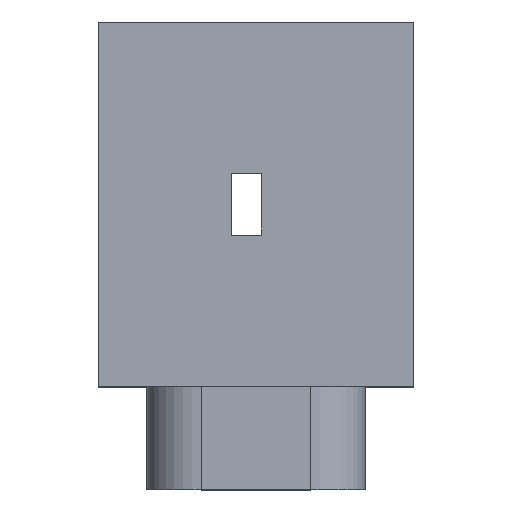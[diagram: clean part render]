
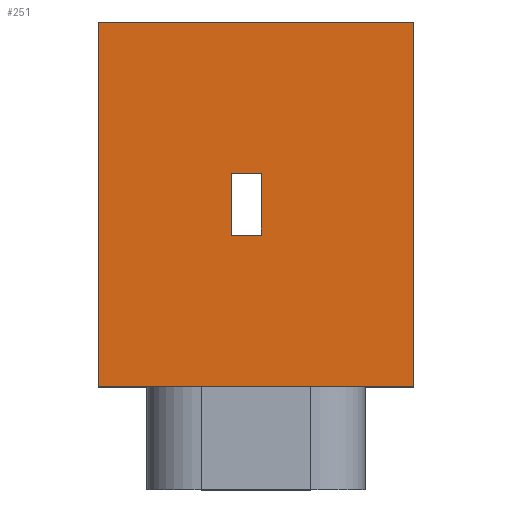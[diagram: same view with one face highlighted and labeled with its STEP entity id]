
A CAD part, top view. The second image highlights one B-rep face of the part: STEP entity #251.
In plain terms, the highlighted planar face has unit normal (0, 0, 1).
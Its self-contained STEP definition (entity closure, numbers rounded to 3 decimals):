
#32 = VERTEX_POINT('',#33);
#33 = CARTESIAN_POINT('',(-13.,15.,40.));
#39 = EDGE_CURVE('',#32,#40,#42,.T.);
#40 = VERTEX_POINT('',#41);
#41 = CARTESIAN_POINT('',(-13.,-15.,40.));
#42 = LINE('',#43,#44);
#43 = CARTESIAN_POINT('',(-13.,15.,40.));
#44 = VECTOR('',#45,1.);
#45 = DIRECTION('',(0.,-1.,0.));
#197 = VERTEX_POINT('',#198);
#198 = CARTESIAN_POINT('',(13.,15.,40.));
#204 = EDGE_CURVE('',#197,#32,#205,.T.);
#205 = LINE('',#206,#207);
#206 = CARTESIAN_POINT('',(13.,15.,40.));
#207 = VECTOR('',#208,1.);
#208 = DIRECTION('',(-1.,0.,0.));
#251 = ADVANCED_FACE('',(#252,#270),#304,.T.);
#252 = FACE_BOUND('',#253,.T.);
#253 = EDGE_LOOP('',(#254,#255,#263,#269));
#254 = ORIENTED_EDGE('',*,*,#39,.T.);
#255 = ORIENTED_EDGE('',*,*,#256,.T.);
#256 = EDGE_CURVE('',#40,#257,#259,.T.);
#257 = VERTEX_POINT('',#258);
#258 = CARTESIAN_POINT('',(13.,-15.,40.));
#259 = LINE('',#260,#261);
#260 = CARTESIAN_POINT('',(-13.,-15.,40.));
#261 = VECTOR('',#262,1.);
#262 = DIRECTION('',(1.,0.,0.));
#263 = ORIENTED_EDGE('',*,*,#264,.T.);
#264 = EDGE_CURVE('',#257,#197,#265,.T.);
#265 = LINE('',#266,#267);
#266 = CARTESIAN_POINT('',(13.,-15.,40.));
#267 = VECTOR('',#268,1.);
#268 = DIRECTION('',(0.,1.,0.));
#269 = ORIENTED_EDGE('',*,*,#204,.T.);
#270 = FACE_BOUND('',#271,.T.);
#271 = EDGE_LOOP('',(#272,#282,#290,#298));
#272 = ORIENTED_EDGE('',*,*,#273,.T.);
#273 = EDGE_CURVE('',#274,#276,#278,.T.);
#274 = VERTEX_POINT('',#275);
#275 = CARTESIAN_POINT('',(0.45,-2.55,40.));
#276 = VERTEX_POINT('',#277);
#277 = CARTESIAN_POINT('',(-2.05,-2.55,40.));
#278 = LINE('',#279,#280);
#279 = CARTESIAN_POINT('',(0.45,-2.55,40.));
#280 = VECTOR('',#281,1.);
#281 = DIRECTION('',(-1.,0.,0.));
#282 = ORIENTED_EDGE('',*,*,#283,.T.);
#283 = EDGE_CURVE('',#276,#284,#286,.T.);
#284 = VERTEX_POINT('',#285);
#285 = CARTESIAN_POINT('',(-2.05,2.55,40.));
#286 = LINE('',#287,#288);
#287 = CARTESIAN_POINT('',(-2.05,-2.55,40.));
#288 = VECTOR('',#289,1.);
#289 = DIRECTION('',(0.,1.,0.));
#290 = ORIENTED_EDGE('',*,*,#291,.T.);
#291 = EDGE_CURVE('',#284,#292,#294,.T.);
#292 = VERTEX_POINT('',#293);
#293 = CARTESIAN_POINT('',(0.45,2.55,40.));
#294 = LINE('',#295,#296);
#295 = CARTESIAN_POINT('',(-2.05,2.55,40.));
#296 = VECTOR('',#297,1.);
#297 = DIRECTION('',(1.,0.,0.));
#298 = ORIENTED_EDGE('',*,*,#299,.T.);
#299 = EDGE_CURVE('',#292,#274,#300,.T.);
#300 = LINE('',#301,#302);
#301 = CARTESIAN_POINT('',(0.45,2.55,40.));
#302 = VECTOR('',#303,1.);
#303 = DIRECTION('',(0.,-1.,0.));
#304 = PLANE('',#305);
#305 = AXIS2_PLACEMENT_3D('',#306,#307,#308);
#306 = CARTESIAN_POINT('',(0.,0.,40.));
#307 = DIRECTION('',(0.,0.,1.));
#308 = DIRECTION('',(1.,0.,0.));
